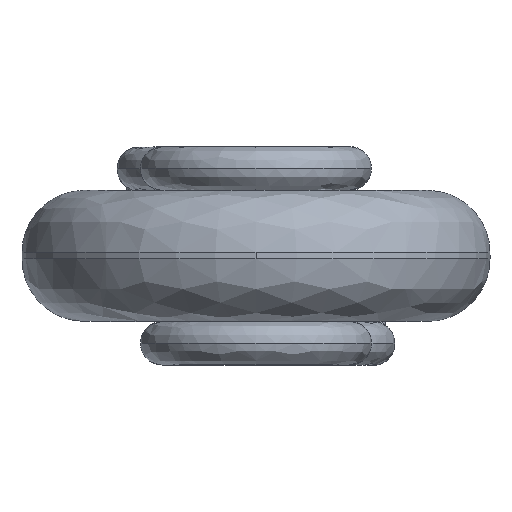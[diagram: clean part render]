
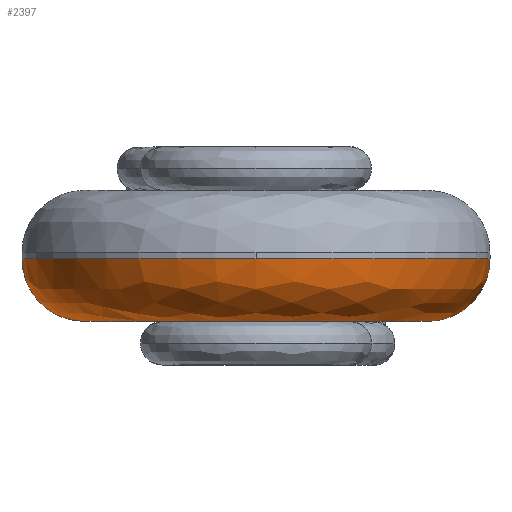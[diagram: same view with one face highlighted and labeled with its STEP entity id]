
A CAD part, top view. The second image highlights one B-rep face of the part: STEP entity #2397.
In plain terms, the highlighted free-form (B-spline) face has degree [3, 3] with [4, 4] control points.
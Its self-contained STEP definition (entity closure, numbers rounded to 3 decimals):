
#46 = CARTESIAN_POINT ( 'NONE',  ( 5.5, -2.1, 14.6 ) ) ;
#54 = ORIENTED_EDGE ( 'NONE', *, *, #2744, .T. ) ;
#247 = CIRCLE ( 'NONE', #1654, 2. ) ;
#264 = DIRECTION ( 'NONE',  ( 0., 0., 1. ) ) ;
#293 = CARTESIAN_POINT ( 'NONE',  ( -5.5, -2.1, 14.6 ) ) ;
#332 = CARTESIAN_POINT ( 'NONE',  ( 6.672, -2.1, 14.6 ) ) ;
#377 = ORIENTED_EDGE ( 'NONE', *, *, #2610, .F. ) ;
#515 = CARTESIAN_POINT ( 'NONE',  ( 5.5, -0.1, 14.6 ) ) ;
#540 = EDGE_CURVE ( 'NONE', #1065, #1926, #2153, .T. ) ;
#608 = CARTESIAN_POINT ( 'NONE',  ( -7.5, -1.272, 14.6 ) ) ;
#650 = CARTESIAN_POINT ( 'NONE',  ( -7.5, -1.272, 29.6 ) ) ;
#676 = CARTESIAN_POINT ( 'NONE',  ( 7.5, -0.1, 14.6 ) ) ;
#900 =( BOUNDED_SURFACE ( )  B_SPLINE_SURFACE ( 3, 3, ( 
 ( #2824, #3219, #3519, #676 ),
 ( #608, #650, #3447, #2280 ),
 ( #2216, #2579, #3539, #332 ),
 ( #293, #3199, #1605, #3796 ) ),
 .UNSPECIFIED., .F., .F., .F. ) 
 B_SPLINE_SURFACE_WITH_KNOTS ( ( 4, 4 ),
 ( 4, 4 ),
 ( 0., 1. ),
 ( 0., 1. ),
 .UNSPECIFIED. ) 
 GEOMETRIC_REPRESENTATION_ITEM ( )  RATIONAL_B_SPLINE_SURFACE ( (
 ( 1., 0.333, 0.333, 1.),
 ( 0.805, 0.268, 0.268, 0.805),
 ( 0.805, 0.268, 0.268, 0.805),
 ( 1., 0.333, 0.333, 1.) ) ) 
 REPRESENTATION_ITEM ( '' )  SURFACE ( )  );
#953 = DIRECTION ( 'NONE',  ( 0., 1., 0. ) ) ;
#1005 = ORIENTED_EDGE ( 'NONE', *, *, #3702, .F. ) ;
#1065 = VERTEX_POINT ( 'NONE', #3670 ) ;
#1194 = DIRECTION ( 'NONE',  ( 0., 1., 0. ) ) ;
#1198 = EDGE_LOOP ( 'NONE', ( #1005, #377, #2359, #54, #2054 ) ) ;
#1206 = DIRECTION ( 'NONE',  ( 1., 0., 0. ) ) ;
#1331 = CIRCLE ( 'NONE', #3628, 7.5 ) ;
#1513 = DIRECTION ( 'NONE',  ( 0., 0., 1. ) ) ;
#1605 = CARTESIAN_POINT ( 'NONE',  ( 5.5, -2.1, 25.6 ) ) ;
#1640 = DIRECTION ( 'NONE',  ( 0., 0., 1. ) ) ;
#1654 = AXIS2_PLACEMENT_3D ( 'NONE', #3151, #1640, #3534 ) ;
#1856 = CIRCLE ( 'NONE', #2446, 2. ) ;
#1926 = VERTEX_POINT ( 'NONE', #3932 ) ;
#2054 = ORIENTED_EDGE ( 'NONE', *, *, #3845, .T. ) ;
#2080 = CARTESIAN_POINT ( 'NONE',  ( -5.5, -2.1, 14.6 ) ) ;
#2125 = DIRECTION ( 'NONE',  ( 0., 0., -1. ) ) ;
#2153 = CIRCLE ( 'NONE', #3327, 7.5 ) ;
#2216 = CARTESIAN_POINT ( 'NONE',  ( -6.672, -2.1, 14.6 ) ) ;
#2280 = CARTESIAN_POINT ( 'NONE',  ( 7.5, -1.272, 14.6 ) ) ;
#2359 = ORIENTED_EDGE ( 'NONE', *, *, #540, .F. ) ;
#2362 = CARTESIAN_POINT ( 'NONE',  ( 5.5, -2.1, 14.6 ) ) ;
#2397 = ADVANCED_FACE ( 'NONE', ( #3783 ), #900, .T. ) ;
#2446 = AXIS2_PLACEMENT_3D ( 'NONE', #515, #2125, #1206 ) ;
#2579 = CARTESIAN_POINT ( 'NONE',  ( -6.672, -2.1, 27.943 ) ) ;
#2610 = EDGE_CURVE ( 'NONE', #1926, #3523, #1331, .T. ) ;
#2744 = EDGE_CURVE ( 'NONE', #1065, #3073, #247, .T. ) ;
#2753 = CARTESIAN_POINT ( 'NONE',  ( 0., -0.1, 14.6 ) ) ;
#2824 = CARTESIAN_POINT ( 'NONE',  ( -7.5, -0.1, 14.6 ) ) ;
#3073 = VERTEX_POINT ( 'NONE', #2080 ) ;
#3151 = CARTESIAN_POINT ( 'NONE',  ( -5.5, -0.1, 14.6 ) ) ;
#3199 = CARTESIAN_POINT ( 'NONE',  ( -5.5, -2.1, 25.6 ) ) ;
#3219 = CARTESIAN_POINT ( 'NONE',  ( -7.5, -0.1, 29.6 ) ) ;
#3240 = CARTESIAN_POINT ( 'NONE',  ( -5.5, -2.1, 25.6 ) ) ;
#3257 = CARTESIAN_POINT ( 'NONE',  ( -5.5, -2.1, 14.6 ) ) ;
#3327 = AXIS2_PLACEMENT_3D ( 'NONE', #2753, #953, #264 ) ;
#3447 = CARTESIAN_POINT ( 'NONE',  ( 7.5, -1.272, 29.6 ) ) ;
#3519 = CARTESIAN_POINT ( 'NONE',  ( 7.5, -0.1, 29.6 ) ) ;
#3523 = VERTEX_POINT ( 'NONE', #3828 ) ;
#3534 = DIRECTION ( 'NONE',  ( -1., 0., 0. ) ) ;
#3539 = CARTESIAN_POINT ( 'NONE',  ( 6.672, -2.1, 27.943 ) ) ;
#3628 = AXIS2_PLACEMENT_3D ( 'NONE', #3757, #1194, #1513 ) ;
#3670 = CARTESIAN_POINT ( 'NONE',  ( -7.5, -0.1, 14.6 ) ) ;
#3702 = EDGE_CURVE ( 'NONE', #3523, #3814, #1856, .T. ) ;
#3757 = CARTESIAN_POINT ( 'NONE',  ( 0., -0.1, 14.6 ) ) ;
#3783 = FACE_OUTER_BOUND ( 'NONE', #1198, .T. ) ;
#3796 = CARTESIAN_POINT ( 'NONE',  ( 5.5, -2.1, 14.6 ) ) ;
#3814 = VERTEX_POINT ( 'NONE', #46 ) ;
#3828 = CARTESIAN_POINT ( 'NONE',  ( 7.5, -0.1, 14.6 ) ) ;
#3845 = EDGE_CURVE ( 'NONE', #3073, #3814, #3887, .T. ) ;
#3887 =( BOUNDED_CURVE ( )  B_SPLINE_CURVE ( 3, ( #3257, #3240, #3924, #2362 ),
 .UNSPECIFIED., .F., .T. ) 
 B_SPLINE_CURVE_WITH_KNOTS ( ( 4, 4 ),
 ( 0., 1. ),
 .UNSPECIFIED. ) 
 CURVE ( )  GEOMETRIC_REPRESENTATION_ITEM ( )  RATIONAL_B_SPLINE_CURVE ( ( 1., 0.333, 0.333, 1. ) ) 
 REPRESENTATION_ITEM ( '' )  );
#3924 = CARTESIAN_POINT ( 'NONE',  ( 5.5, -2.1, 25.6 ) ) ;
#3932 = CARTESIAN_POINT ( 'NONE',  ( 0., -0.1, 22.1 ) ) ;
